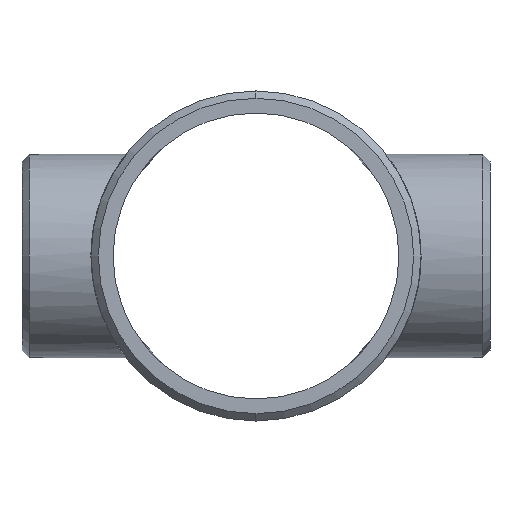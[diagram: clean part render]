
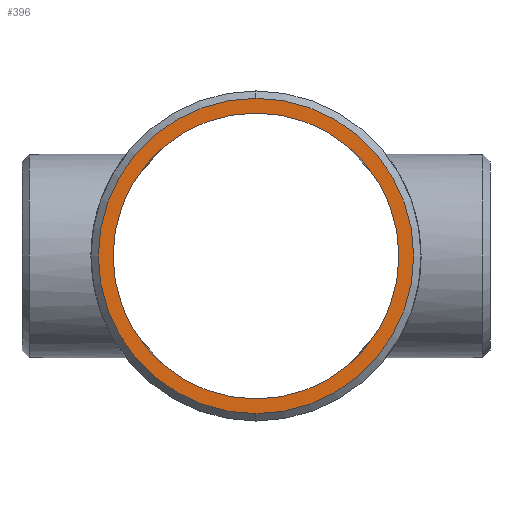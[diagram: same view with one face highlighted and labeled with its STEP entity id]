
A CAD part, left-side view. The second image highlights one B-rep face of the part: STEP entity #396.
In plain terms, the highlighted planar face has unit normal (-1, 0, 0).
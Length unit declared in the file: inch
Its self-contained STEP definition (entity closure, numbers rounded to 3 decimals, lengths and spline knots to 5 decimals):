
#49 = DIRECTION ( 'NONE',  ( 1., 0., 0. ) ) ;
#64 = CIRCLE ( 'NONE', #242, 5.13533 ) ;
#130 = CIRCLE ( 'NONE', #217, 4.656 ) ;
#179 = EDGE_CURVE ( 'NONE', #889, #1126, #816, .T. ) ;
#217 = AXIS2_PLACEMENT_3D ( 'NONE', #505, #846, #833 ) ;
#242 = AXIS2_PLACEMENT_3D ( 'NONE', #722, #1390, #1161 ) ;
#265 = ORIENTED_EDGE ( 'NONE', *, *, #1130, .T. ) ;
#336 = ORIENTED_EDGE ( 'NONE', *, *, #179, .T. ) ;
#359 = ORIENTED_EDGE ( 'NONE', *, *, #813, .T. ) ;
#371 = DIRECTION ( 'NONE',  ( 0., 0., -1. ) ) ;
#392 = CARTESIAN_POINT ( 'NONE',  ( -8.5, 0., -5.13533 ) ) ;
#394 = CARTESIAN_POINT ( 'NONE',  ( -8.5, 0., 0. ) ) ;
#396 = ADVANCED_FACE ( 'NONE', ( #698, #1354 ), #1256, .T. ) ;
#441 = CARTESIAN_POINT ( 'NONE',  ( -8.5, 0., -4.656 ) ) ;
#505 = CARTESIAN_POINT ( 'NONE',  ( -8.5, 0., 0. ) ) ;
#584 = EDGE_LOOP ( 'NONE', ( #336, #786 ) ) ;
#683 = DIRECTION ( 'NONE',  ( 0., 0., 1. ) ) ;
#698 = FACE_OUTER_BOUND ( 'NONE', #584, .T. ) ;
#705 = EDGE_CURVE ( 'NONE', #1126, #889, #64, .T. ) ;
#710 = CARTESIAN_POINT ( 'NONE',  ( -8.5, 0., 0. ) ) ;
#722 = CARTESIAN_POINT ( 'NONE',  ( -8.5, 0., 0. ) ) ;
#753 = VERTEX_POINT ( 'NONE', #441 ) ;
#786 = ORIENTED_EDGE ( 'NONE', *, *, #705, .T. ) ;
#813 = EDGE_CURVE ( 'NONE', #753, #1005, #130, .T. ) ;
#816 = CIRCLE ( 'NONE', #1364, 5.13533 ) ;
#833 = DIRECTION ( 'NONE',  ( 0., 0., 1. ) ) ;
#835 = AXIS2_PLACEMENT_3D ( 'NONE', #710, #927, #371 ) ;
#846 = DIRECTION ( 'NONE',  ( 1., 0., 0. ) ) ;
#889 = VERTEX_POINT ( 'NONE', #392 ) ;
#926 = EDGE_LOOP ( 'NONE', ( #265, #359 ) ) ;
#927 = DIRECTION ( 'NONE',  ( -1., 0., 0. ) ) ;
#969 = CIRCLE ( 'NONE', #1105, 4.656 ) ;
#972 = CARTESIAN_POINT ( 'NONE',  ( -8.5, 0., 4.656 ) ) ;
#1005 = VERTEX_POINT ( 'NONE', #972 ) ;
#1060 = DIRECTION ( 'NONE',  ( -1., 0., 0. ) ) ;
#1105 = AXIS2_PLACEMENT_3D ( 'NONE', #1347, #49, #683 ) ;
#1126 = VERTEX_POINT ( 'NONE', #1326 ) ;
#1130 = EDGE_CURVE ( 'NONE', #1005, #753, #969, .T. ) ;
#1155 = DIRECTION ( 'NONE',  ( 0., 0., 1. ) ) ;
#1161 = DIRECTION ( 'NONE',  ( 0., 0., 1. ) ) ;
#1256 = PLANE ( 'NONE',  #835 ) ;
#1326 = CARTESIAN_POINT ( 'NONE',  ( -8.5, 0., 5.13533 ) ) ;
#1347 = CARTESIAN_POINT ( 'NONE',  ( -8.5, 0., 0. ) ) ;
#1354 = FACE_BOUND ( 'NONE', #926, .T. ) ;
#1364 = AXIS2_PLACEMENT_3D ( 'NONE', #394, #1060, #1155 ) ;
#1390 = DIRECTION ( 'NONE',  ( -1., 0., 0. ) ) ;
